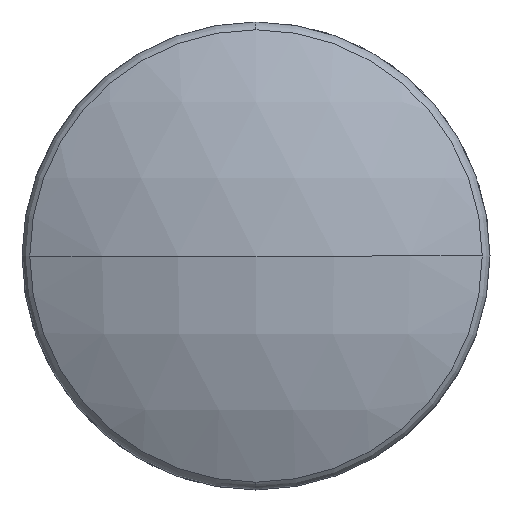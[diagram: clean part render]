
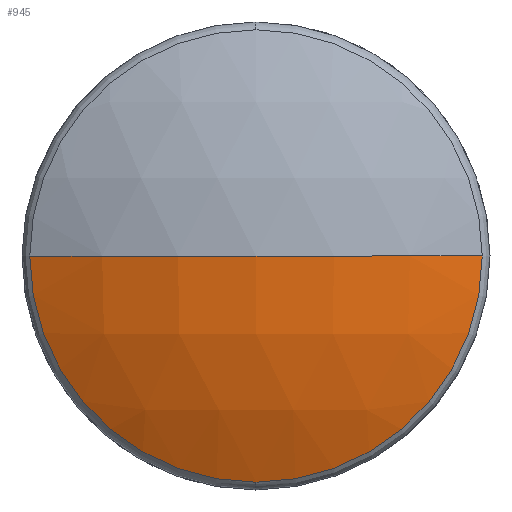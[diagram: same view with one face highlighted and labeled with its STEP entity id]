
A CAD part, left-side view. The second image highlights one B-rep face of the part: STEP entity #945.
In plain terms, the highlighted spherical face has radius 7.699 mm.
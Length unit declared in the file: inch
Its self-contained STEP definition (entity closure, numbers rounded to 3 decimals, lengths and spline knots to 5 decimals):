
#87 = CIRCLE ( 'NONE', #266, 0.30311 ) ;
#148 = EDGE_CURVE ( 'NONE', #933, #1459, #1077, .T. ) ;
#200 = CARTESIAN_POINT ( 'NONE',  ( -0.12311, -0.0705, 0. ) ) ;
#240 = AXIS2_PLACEMENT_3D ( 'NONE', #1240, #1416, #1426 ) ;
#247 = SPHERICAL_SURFACE ( 'NONE', #240, 0.30311 ) ;
#251 = CARTESIAN_POINT ( 'NONE',  ( -0.12311, -0.0705, 0. ) ) ;
#266 = AXIS2_PLACEMENT_3D ( 'NONE', #803, #2035, #987 ) ;
#295 = FACE_OUTER_BOUND ( 'NONE', #1580, .T. ) ;
#338 = CARTESIAN_POINT ( 'NONE',  ( -0.12311, -0.20583, 0. ) ) ;
#366 = DIRECTION ( 'NONE',  ( 0., 0., -1. ) ) ;
#419 = VERTEX_POINT ( 'NONE', #811 ) ;
#421 = DIRECTION ( 'NONE',  ( 0., 0., -1. ) ) ;
#539 = ORIENTED_EDGE ( 'NONE', *, *, #730, .F. ) ;
#588 = ORIENTED_EDGE ( 'NONE', *, *, #148, .T. ) ;
#630 = AXIS2_PLACEMENT_3D ( 'NONE', #200, #1448, #366 ) ;
#650 = ORIENTED_EDGE ( 'NONE', *, *, #1200, .F. ) ;
#708 = CIRCLE ( 'NONE', #1317, 0.13533 ) ;
#730 = EDGE_CURVE ( 'NONE', #2127, #419, #1990, .T. ) ;
#773 = ORIENTED_EDGE ( 'NONE', *, *, #1859, .F. ) ;
#795 = CARTESIAN_POINT ( 'NONE',  ( -0.12311, 0.06483, 0. ) ) ;
#803 = CARTESIAN_POINT ( 'NONE',  ( 0.14811, -0.0705, 0. ) ) ;
#811 = CARTESIAN_POINT ( 'NONE',  ( -0.12311, -0.0705, -0.13533 ) ) ;
#933 = VERTEX_POINT ( 'NONE', #1763 ) ;
#945 = ADVANCED_FACE ( 'NONE', ( #295 ), #247, .T. ) ;
#987 = DIRECTION ( 'NONE',  ( 0., -1., 0. ) ) ;
#1009 = DIRECTION ( 'NONE',  ( 0., 0., -1. ) ) ;
#1077 = CIRCLE ( 'NONE', #1470, 0.30311 ) ;
#1200 = EDGE_CURVE ( 'NONE', #419, #1459, #708, .T. ) ;
#1240 = CARTESIAN_POINT ( 'NONE',  ( 0.14811, -0.0705, 0. ) ) ;
#1317 = AXIS2_PLACEMENT_3D ( 'NONE', #251, #1501, #421 ) ;
#1416 = DIRECTION ( 'NONE',  ( 0., 0., 1. ) ) ;
#1426 = DIRECTION ( 'NONE',  ( 0., 1., 0. ) ) ;
#1448 = DIRECTION ( 'NONE',  ( 1., 0., 0. ) ) ;
#1459 = VERTEX_POINT ( 'NONE', #795 ) ;
#1470 = AXIS2_PLACEMENT_3D ( 'NONE', #2061, #1009, #2238 ) ;
#1501 = DIRECTION ( 'NONE',  ( 1., 0., 0. ) ) ;
#1580 = EDGE_LOOP ( 'NONE', ( #773, #588, #650, #539 ) ) ;
#1763 = CARTESIAN_POINT ( 'NONE',  ( -0.155, -0.0705, 0. ) ) ;
#1859 = EDGE_CURVE ( 'NONE', #933, #2127, #87, .T. ) ;
#1990 = CIRCLE ( 'NONE', #630, 0.13533 ) ;
#2035 = DIRECTION ( 'NONE',  ( 0., 0., 1. ) ) ;
#2061 = CARTESIAN_POINT ( 'NONE',  ( 0.14811, -0.0705, 0. ) ) ;
#2127 = VERTEX_POINT ( 'NONE', #338 ) ;
#2238 = DIRECTION ( 'NONE',  ( -1., 0., 0. ) ) ;
